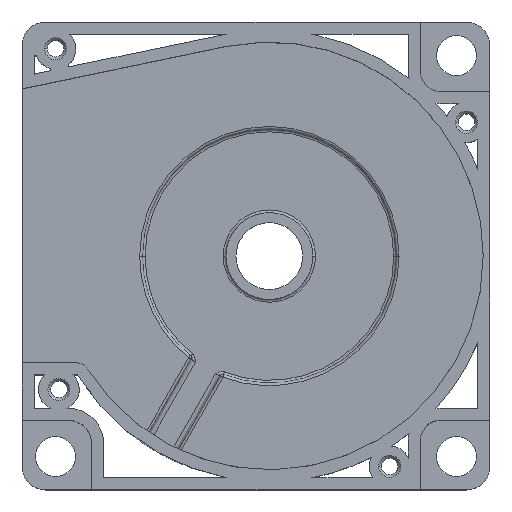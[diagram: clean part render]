
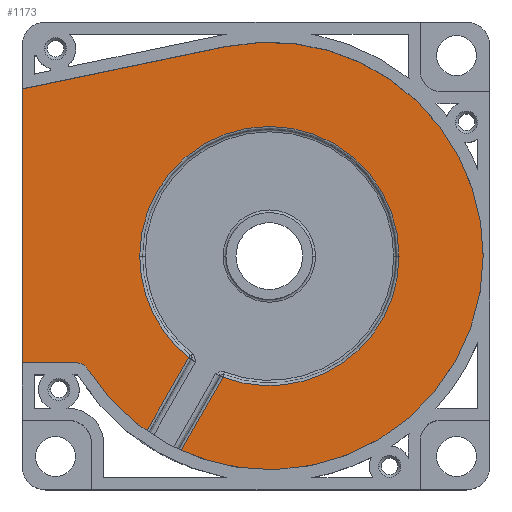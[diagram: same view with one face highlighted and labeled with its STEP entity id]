
A CAD part, top view. The second image highlights one B-rep face of the part: STEP entity #1173.
In plain terms, the highlighted planar face has unit normal (0, 0, 1).
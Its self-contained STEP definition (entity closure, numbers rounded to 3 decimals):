
#33 = EDGE_CURVE ( 'NONE', #659, #2909, #1359, .T. ) ;
#42 = ORIENTED_EDGE ( 'NONE', *, *, #2755, .T. ) ;
#65 = CARTESIAN_POINT ( 'NONE',  ( 0., 30., 1.4 ) ) ;
#144 = EDGE_CURVE ( 'NONE', #3341, #4506, #2872, .T. ) ;
#182 = CARTESIAN_POINT ( 'NONE',  ( 9.791, 5.235, 1.4 ) ) ;
#187 = ORIENTED_EDGE ( 'NONE', *, *, #4547, .T. ) ;
#268 = CARTESIAN_POINT ( 'NONE',  ( 18.5, 17.5, 1.4 ) ) ;
#384 = EDGE_CURVE ( 'NONE', #3253, #659, #1932, .T. ) ;
#422 = VERTEX_POINT ( 'NONE', #3671 ) ;
#424 = DIRECTION ( 'NONE',  ( 0., 0., -1. ) ) ;
#505 = CARTESIAN_POINT ( 'NONE',  ( 4.078, 9.5, 1.4 ) ) ;
#524 = DIRECTION ( 'NONE',  ( -1., 0., 0. ) ) ;
#548 = EDGE_CURVE ( 'NONE', #4677, #3689, #716, .T. ) ;
#635 = DIRECTION ( 'NONE',  ( -1., 0., 0. ) ) ;
#638 = DIRECTION ( 'NONE',  ( 1., 0., 0. ) ) ;
#659 = VERTEX_POINT ( 'NONE', #505 ) ;
#672 = AXIS2_PLACEMENT_3D ( 'NONE', #989, #875, #524 ) ;
#716 = LINE ( 'NONE', #182, #4665 ) ;
#762 = ORIENTED_EDGE ( 'NONE', *, *, #144, .T. ) ;
#783 = CARTESIAN_POINT ( 'NONE',  ( 34.5, 17.5, 1.4 ) ) ;
#799 = DIRECTION ( 'NONE',  ( 0., 0., 1. ) ) ;
#818 = CIRCLE ( 'NONE', #3529, 9.7 ) ;
#851 = CARTESIAN_POINT ( 'NONE',  ( 4.926, 9.029, 1.4 ) ) ;
#867 = ORIENTED_EDGE ( 'NONE', *, *, #548, .T. ) ;
#875 = DIRECTION ( 'NONE',  ( 0., 0., -1. ) ) ;
#989 = CARTESIAN_POINT ( 'NONE',  ( 4.078, 8.5, 1.4 ) ) ;
#1049 = ORIENTED_EDGE ( 'NONE', *, *, #33, .T. ) ;
#1124 = FACE_OUTER_BOUND ( 'NONE', #2263, .T. ) ;
#1152 = CARTESIAN_POINT ( 'NONE',  ( 0., 9.5, 1.4 ) ) ;
#1173 = ADVANCED_FACE ( 'NONE', ( #1124 ), #1742, .F. ) ;
#1177 = AXIS2_PLACEMENT_3D ( 'NONE', #2142, #4697, #2502 ) ;
#1200 = EDGE_CURVE ( 'NONE', #3508, #2959, #3961, .T. ) ;
#1215 = AXIS2_PLACEMENT_3D ( 'NONE', #268, #2868, #638 ) ;
#1275 = ORIENTED_EDGE ( 'NONE', *, *, #384, .T. ) ;
#1359 = CIRCLE ( 'NONE', #672, 1. ) ;
#1384 = CARTESIAN_POINT ( 'NONE',  ( 28.2, 17.5, 1.4 ) ) ;
#1403 = AXIS2_PLACEMENT_3D ( 'NONE', #2654, #424, #3023 ) ;
#1436 = AXIS2_PLACEMENT_3D ( 'NONE', #2124, #2867, #635 ) ;
#1500 = CARTESIAN_POINT ( 'NONE',  ( 18.5, 17.5, 1.4 ) ) ;
#1507 = EDGE_CURVE ( 'NONE', #2209, #3253, #4371, .T. ) ;
#1512 = ORIENTED_EDGE ( 'NONE', *, *, #4199, .T. ) ;
#1663 = CIRCLE ( 'NONE', #3266, 16. ) ;
#1698 = DIRECTION ( 'NONE',  ( -0.979, -0.203, 0. ) ) ;
#1738 = CARTESIAN_POINT ( 'NONE',  ( 15.247, 33.166, 1.4 ) ) ;
#1742 = PLANE ( 'NONE',  #1436 ) ;
#1847 = ORIENTED_EDGE ( 'NONE', *, *, #1200, .T. ) ;
#1849 = CARTESIAN_POINT ( 'NONE',  ( 12.462, 9.908, 1.4 ) ) ;
#1858 = EDGE_CURVE ( 'NONE', #2959, #422, #2979, .T. ) ;
#1861 = CARTESIAN_POINT ( 'NONE',  ( 9.314, 4.4, 1.4 ) ) ;
#1866 = CARTESIAN_POINT ( 'NONE',  ( 0., 9.5, 1.4 ) ) ;
#1879 = DIRECTION ( 'NONE',  ( 1., 0., 0. ) ) ;
#1932 = LINE ( 'NONE', #1152, #4748 ) ;
#1940 = LINE ( 'NONE', #2437, #2824 ) ;
#1965 = CARTESIAN_POINT ( 'NONE',  ( 0., 30., 1.4 ) ) ;
#2006 = CARTESIAN_POINT ( 'NONE',  ( 15.025, 8.444, 1.4 ) ) ;
#2080 = DIRECTION ( 'NONE',  ( 0.496, 0.868, 0. ) ) ;
#2124 = CARTESIAN_POINT ( 'NONE',  ( 4.078, 8.5, 1.4 ) ) ;
#2142 = CARTESIAN_POINT ( 'NONE',  ( 18.5, 17.5, 1.4 ) ) ;
#2162 = CARTESIAN_POINT ( 'NONE',  ( 18.5, 17.5, 1.4 ) ) ;
#2209 = VERTEX_POINT ( 'NONE', #65 ) ;
#2263 = EDGE_LOOP ( 'NONE', ( #2319, #867, #1512, #187, #1847, #4309, #42, #762, #4723, #2327, #1275, #1049 ) ) ;
#2295 = VECTOR ( 'NONE', #3074, 1000. ) ;
#2314 = CARTESIAN_POINT ( 'NONE',  ( 12.355, 3.77, 1.4 ) ) ;
#2319 = ORIENTED_EDGE ( 'NONE', *, *, #3309, .T. ) ;
#2327 = ORIENTED_EDGE ( 'NONE', *, *, #1507, .T. ) ;
#2437 = CARTESIAN_POINT ( 'NONE',  ( 0., 30., 1.4 ) ) ;
#2502 = DIRECTION ( 'NONE',  ( -1., 0., 0. ) ) ;
#2537 = DIRECTION ( 'NONE',  ( -1., 0., 0. ) ) ;
#2654 = CARTESIAN_POINT ( 'NONE',  ( 18.5, 17.5, 1.4 ) ) ;
#2655 = CARTESIAN_POINT ( 'NONE',  ( 18.5, 17.5, 1.4 ) ) ;
#2755 = EDGE_CURVE ( 'NONE', #422, #3341, #4293, .T. ) ;
#2824 = VECTOR ( 'NONE', #1698, 1000. ) ;
#2867 = DIRECTION ( 'NONE',  ( 0., 0., -1. ) ) ;
#2868 = DIRECTION ( 'NONE',  ( 0., 0., 1. ) ) ;
#2872 = CIRCLE ( 'NONE', #4272, 16. ) ;
#2880 = VECTOR ( 'NONE', #4513, 1000. ) ;
#2909 = VERTEX_POINT ( 'NONE', #851 ) ;
#2920 = CARTESIAN_POINT ( 'NONE',  ( 8.8, 17.5, 1.4 ) ) ;
#2959 = VERTEX_POINT ( 'NONE', #2006 ) ;
#2979 = LINE ( 'NONE', #2314, #2880 ) ;
#3023 = DIRECTION ( 'NONE',  ( -1., 0., 0. ) ) ;
#3025 = DIRECTION ( 'NONE',  ( 1., 0., 0. ) ) ;
#3074 = DIRECTION ( 'NONE',  ( 0., -1., 0. ) ) ;
#3094 = CIRCLE ( 'NONE', #1403, 9.7 ) ;
#3253 = VERTEX_POINT ( 'NONE', #1866 ) ;
#3266 = AXIS2_PLACEMENT_3D ( 'NONE', #1500, #4080, #1879 ) ;
#3309 = EDGE_CURVE ( 'NONE', #2909, #4677, #1663, .T. ) ;
#3341 = VERTEX_POINT ( 'NONE', #783 ) ;
#3508 = VERTEX_POINT ( 'NONE', #1384 ) ;
#3529 = AXIS2_PLACEMENT_3D ( 'NONE', #2162, #4726, #2537 ) ;
#3671 = CARTESIAN_POINT ( 'NONE',  ( 11.877, 2.935, 1.4 ) ) ;
#3689 = VERTEX_POINT ( 'NONE', #1849 ) ;
#3961 = CIRCLE ( 'NONE', #1177, 9.7 ) ;
#3984 = EDGE_CURVE ( 'NONE', #4506, #2209, #1940, .T. ) ;
#4080 = DIRECTION ( 'NONE',  ( 0., 0., 1. ) ) ;
#4199 = EDGE_CURVE ( 'NONE', #3689, #4591, #3094, .T. ) ;
#4272 = AXIS2_PLACEMENT_3D ( 'NONE', #2655, #799, #3025 ) ;
#4293 = CIRCLE ( 'NONE', #1215, 16. ) ;
#4309 = ORIENTED_EDGE ( 'NONE', *, *, #1858, .T. ) ;
#4371 = LINE ( 'NONE', #1965, #2295 ) ;
#4506 = VERTEX_POINT ( 'NONE', #1738 ) ;
#4513 = DIRECTION ( 'NONE',  ( -0.496, -0.868, 0. ) ) ;
#4547 = EDGE_CURVE ( 'NONE', #4591, #3508, #818, .T. ) ;
#4591 = VERTEX_POINT ( 'NONE', #2920 ) ;
#4643 = DIRECTION ( 'NONE',  ( 1., 0., 0. ) ) ;
#4665 = VECTOR ( 'NONE', #2080, 1000. ) ;
#4677 = VERTEX_POINT ( 'NONE', #1861 ) ;
#4697 = DIRECTION ( 'NONE',  ( 0., 0., -1. ) ) ;
#4723 = ORIENTED_EDGE ( 'NONE', *, *, #3984, .T. ) ;
#4726 = DIRECTION ( 'NONE',  ( 0., 0., -1. ) ) ;
#4748 = VECTOR ( 'NONE', #4643, 1000. ) ;
